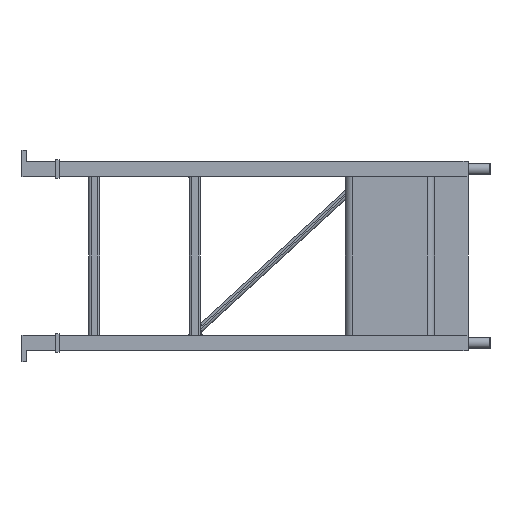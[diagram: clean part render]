
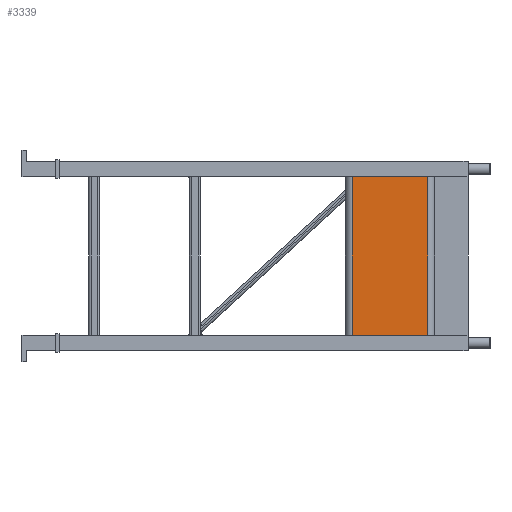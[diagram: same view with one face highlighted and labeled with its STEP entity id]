
A CAD part, left-side view. The second image highlights one B-rep face of the part: STEP entity #3339.
In plain terms, the highlighted planar face has unit normal (-1, 0, 0).
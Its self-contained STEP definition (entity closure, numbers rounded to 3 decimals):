
#307=FACE_OUTER_BOUND('',#506,.T.);
#506=EDGE_LOOP('',(#2651,#2652,#2653,#2654));
#893=LINE('',#5625,#1260);
#895=LINE('',#5631,#1262);
#896=LINE('',#5633,#1263);
#897=LINE('',#5634,#1264);
#1260=VECTOR('',#4302,10.);
#1262=VECTOR('',#4308,10.);
#1263=VECTOR('',#4309,10.);
#1264=VECTOR('',#4310,10.);
#1584=VERTEX_POINT('',#5622);
#1585=VERTEX_POINT('',#5624);
#1587=VERTEX_POINT('',#5630);
#1588=VERTEX_POINT('',#5632);
#1979=EDGE_CURVE('',#1584,#1585,#893,.T.);
#1982=EDGE_CURVE('',#1584,#1587,#895,.T.);
#1983=EDGE_CURVE('',#1588,#1587,#896,.T.);
#1984=EDGE_CURVE('',#1588,#1585,#897,.T.);
#2651=ORIENTED_EDGE('',*,*,#1979,.F.);
#2652=ORIENTED_EDGE('',*,*,#1982,.T.);
#2653=ORIENTED_EDGE('',*,*,#1983,.F.);
#2654=ORIENTED_EDGE('',*,*,#1984,.T.);
#3204=PLANE('',#3588);
#3339=ADVANCED_FACE('',(#307),#3204,.T.);
#3588=AXIS2_PLACEMENT_3D('',#5629,#4306,#4307);
#4302=DIRECTION('',(0.,0.,-1.));
#4306=DIRECTION('center_axis',(-1.,0.,0.));
#4307=DIRECTION('ref_axis',(0.,0.,1.));
#4308=DIRECTION('',(0.,1.,0.));
#4309=DIRECTION('',(0.,0.,1.));
#4310=DIRECTION('',(0.,-1.,0.));
#5622=CARTESIAN_POINT('',(-12505.,1800.,7800.));
#5624=CARTESIAN_POINT('',(-12505.,1800.,700.));
#5625=CARTESIAN_POINT('',(-12505.,1800.,2475.));
#5629=CARTESIAN_POINT('Origin',(-12505.,3500.,4250.));
#5630=CARTESIAN_POINT('',(-12505.,5200.,7800.));
#5631=CARTESIAN_POINT('',(-12505.,0.,7800.));
#5632=CARTESIAN_POINT('',(-12505.,5200.,700.));
#5633=CARTESIAN_POINT('',(-12505.,5200.,6025.));
#5634=CARTESIAN_POINT('',(-12505.,18505.708,700.));
